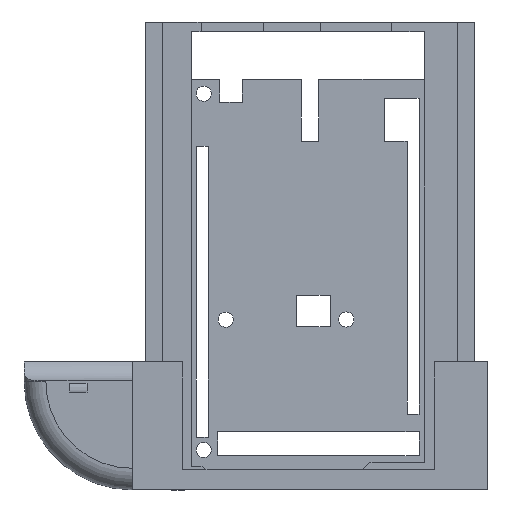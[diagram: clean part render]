
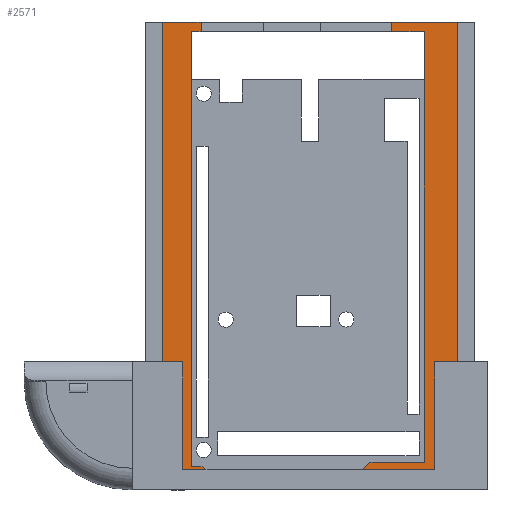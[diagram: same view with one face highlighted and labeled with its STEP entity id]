
A CAD part, front view. The second image highlights one B-rep face of the part: STEP entity #2571.
In plain terms, the highlighted planar face has unit normal (0, -1, 0).
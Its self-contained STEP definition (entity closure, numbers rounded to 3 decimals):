
#200=FACE_OUTER_BOUND('',#345,.T.);
#345=EDGE_LOOP('',(#2310,#2311,#2312,#2313,#2314,#2315,#2316,#2317,#2318,
#2319,#2320,#2321,#2322,#2323,#2324,#2325,#2326,#2327,#2328,#2329,#2330,
#2331));
#384=LINE('',#3445,#719);
#420=LINE('',#3534,#755);
#431=LINE('',#3555,#766);
#435=LINE('',#3562,#770);
#437=LINE('',#3566,#772);
#472=LINE('',#3637,#807);
#473=LINE('',#3639,#808);
#477=LINE('',#3648,#812);
#489=LINE('',#3672,#824);
#521=LINE('',#3737,#856);
#527=LINE('',#3749,#862);
#530=LINE('',#3755,#865);
#539=LINE('',#3772,#874);
#542=LINE('',#3778,#877);
#545=LINE('',#3784,#880);
#548=LINE('',#3790,#883);
#549=LINE('',#3792,#884);
#561=LINE('',#3816,#896);
#573=LINE('',#3841,#908);
#594=LINE('',#3881,#929);
#676=LINE('',#4090,#1011);
#683=LINE('',#4104,#1018);
#719=VECTOR('',#2800,10.);
#755=VECTOR('',#2876,10.);
#766=VECTOR('',#2895,10.);
#770=VECTOR('',#2899,10.);
#772=VECTOR('',#2903,10.);
#807=VECTOR('',#2962,10.);
#808=VECTOR('',#2963,10.);
#812=VECTOR('',#2969,10.);
#824=VECTOR('',#2983,10.);
#856=VECTOR('',#3023,10.);
#862=VECTOR('',#3033,10.);
#865=VECTOR('',#3038,10.);
#874=VECTOR('',#3053,10.);
#877=VECTOR('',#3058,10.);
#880=VECTOR('',#3063,10.);
#883=VECTOR('',#3068,10.);
#884=VECTOR('',#3071,10.);
#896=VECTOR('',#3097,10.);
#908=VECTOR('',#3111,10.);
#929=VECTOR('',#3136,10.);
#1011=VECTOR('',#3340,10.);
#1018=VECTOR('',#3361,10.);
#1040=VERTEX_POINT('',#3433);
#1044=VERTEX_POINT('',#3443);
#1076=VERTEX_POINT('',#3531);
#1077=VERTEX_POINT('',#3533);
#1082=VERTEX_POINT('',#3552);
#1083=VERTEX_POINT('',#3554);
#1086=VERTEX_POINT('',#3560);
#1087=VERTEX_POINT('',#3564);
#1112=VERTEX_POINT('',#3638);
#1115=VERTEX_POINT('',#3646);
#1116=VERTEX_POINT('',#3647);
#1127=VERTEX_POINT('',#3671);
#1155=VERTEX_POINT('',#3734);
#1156=VERTEX_POINT('',#3736);
#1160=VERTEX_POINT('',#3748);
#1161=VERTEX_POINT('',#3752);
#1167=VERTEX_POINT('',#3770);
#1169=VERTEX_POINT('',#3776);
#1171=VERTEX_POINT('',#3782);
#1173=VERTEX_POINT('',#3788);
#1189=VERTEX_POINT('',#3839);
#1190=VERTEX_POINT('',#3840);
#1297=EDGE_CURVE('',#1040,#1044,#384,.T.);
#1339=EDGE_CURVE('',#1077,#1076,#420,.T.);
#1350=EDGE_CURVE('',#1083,#1082,#431,.T.);
#1354=EDGE_CURVE('',#1076,#1086,#435,.T.);
#1356=EDGE_CURVE('',#1082,#1087,#437,.T.);
#1391=EDGE_CURVE('',#1087,#1040,#472,.T.);
#1392=EDGE_CURVE('',#1112,#1077,#473,.T.);
#1396=EDGE_CURVE('',#1115,#1116,#477,.T.);
#1408=EDGE_CURVE('',#1127,#1044,#489,.T.);
#1442=EDGE_CURVE('',#1155,#1156,#521,.T.);
#1448=EDGE_CURVE('',#1160,#1156,#527,.T.);
#1451=EDGE_CURVE('',#1161,#1155,#530,.T.);
#1460=EDGE_CURVE('',#1161,#1167,#539,.T.);
#1463=EDGE_CURVE('',#1167,#1169,#542,.T.);
#1466=EDGE_CURVE('',#1169,#1171,#545,.T.);
#1469=EDGE_CURVE('',#1171,#1173,#548,.T.);
#1470=EDGE_CURVE('',#1173,#1083,#549,.T.);
#1483=EDGE_CURVE('',#1115,#1112,#561,.T.);
#1495=EDGE_CURVE('',#1189,#1190,#573,.T.);
#1516=EDGE_CURVE('',#1127,#1189,#594,.T.);
#1616=EDGE_CURVE('',#1190,#1116,#676,.T.);
#1623=EDGE_CURVE('',#1086,#1160,#683,.T.);
#2310=ORIENTED_EDGE('',*,*,#1623,.T.);
#2311=ORIENTED_EDGE('',*,*,#1448,.T.);
#2312=ORIENTED_EDGE('',*,*,#1442,.F.);
#2313=ORIENTED_EDGE('',*,*,#1451,.F.);
#2314=ORIENTED_EDGE('',*,*,#1460,.T.);
#2315=ORIENTED_EDGE('',*,*,#1463,.T.);
#2316=ORIENTED_EDGE('',*,*,#1466,.T.);
#2317=ORIENTED_EDGE('',*,*,#1469,.T.);
#2318=ORIENTED_EDGE('',*,*,#1470,.T.);
#2319=ORIENTED_EDGE('',*,*,#1350,.T.);
#2320=ORIENTED_EDGE('',*,*,#1356,.T.);
#2321=ORIENTED_EDGE('',*,*,#1391,.T.);
#2322=ORIENTED_EDGE('',*,*,#1297,.T.);
#2323=ORIENTED_EDGE('',*,*,#1408,.F.);
#2324=ORIENTED_EDGE('',*,*,#1516,.T.);
#2325=ORIENTED_EDGE('',*,*,#1495,.T.);
#2326=ORIENTED_EDGE('',*,*,#1616,.T.);
#2327=ORIENTED_EDGE('',*,*,#1396,.F.);
#2328=ORIENTED_EDGE('',*,*,#1483,.T.);
#2329=ORIENTED_EDGE('',*,*,#1392,.T.);
#2330=ORIENTED_EDGE('',*,*,#1339,.T.);
#2331=ORIENTED_EDGE('',*,*,#1354,.T.);
#2451=PLANE('',#2732);
#2571=ADVANCED_FACE('',(#200),#2451,.T.);
#2732=AXIS2_PLACEMENT_3D('',#4103,#3359,#3360);
#2800=DIRECTION('',(0.,0.,-1.));
#2876=DIRECTION('',(0.,0.,-1.));
#2895=DIRECTION('',(1.,0.,0.));
#2899=DIRECTION('',(1.,0.,0.));
#2903=DIRECTION('',(0.,0.,1.));
#2962=DIRECTION('',(-1.,0.,0.));
#2963=DIRECTION('',(-1.,0.,0.));
#2969=DIRECTION('',(-1.,0.,0.));
#2983=DIRECTION('',(-1.,0.,0.));
#3023=DIRECTION('',(0.707,0.,0.707));
#3033=DIRECTION('',(-1.,0.,0.));
#3038=DIRECTION('',(1.,0.,0.));
#3053=DIRECTION('',(0.,0.,1.));
#3058=DIRECTION('',(-0.707,0.,-0.707));
#3063=DIRECTION('',(-0.707,0.,0.707));
#3068=DIRECTION('',(-1.,0.,0.));
#3071=DIRECTION('',(0.,0.,1.));
#3097=DIRECTION('',(0.,0.,1.));
#3111=DIRECTION('',(1.,0.,0.));
#3136=DIRECTION('',(0.,0.,-1.));
#3340=DIRECTION('',(0.,0.,1.));
#3359=DIRECTION('center_axis',(0.,-1.,0.));
#3360=DIRECTION('ref_axis',(-1.,0.,0.));
#3361=DIRECTION('',(0.,0.,-1.));
#3433=CARTESIAN_POINT('',(-235.123,0.,132.547));
#3443=CARTESIAN_POINT('',(-235.123,0.,54.116));
#3445=CARTESIAN_POINT('',(-235.123,0.,105.547));
#3531=CARTESIAN_POINT('',(-180.3,0.,130.3));
#3533=CARTESIAN_POINT('',(-180.3,0.,132.547));
#3534=CARTESIAN_POINT('',(-180.3,0.,100.324));
#3552=CARTESIAN_POINT('',(-224.3,0.,130.3));
#3554=CARTESIAN_POINT('',(-226.5,0.,130.3));
#3555=CARTESIAN_POINT('',(-187.562,0.,130.3));
#3560=CARTESIAN_POINT('',(-172.8,0.,130.3));
#3562=CARTESIAN_POINT('',(-187.562,0.,130.3));
#3564=CARTESIAN_POINT('',(-224.3,0.,132.547));
#3566=CARTESIAN_POINT('',(-224.3,0.,100.174));
#3637=CARTESIAN_POINT('',(-191.374,0.,132.547));
#3638=CARTESIAN_POINT('',(-161.123,0.,132.547));
#3639=CARTESIAN_POINT('',(-191.374,0.,132.547));
#3646=CARTESIAN_POINT('',(-161.123,0.,54.116));
#3647=CARTESIAN_POINT('',(-167.123,0.,54.116));
#3648=CARTESIAN_POINT('',(-200.623,0.,54.116));
#3671=CARTESIAN_POINT('',(-231.123,0.,54.116));
#3672=CARTESIAN_POINT('',(-186.623,0.,54.116));
#3734=CARTESIAN_POINT('',(-188.017,0.,28.2));
#3736=CARTESIAN_POINT('',(-185.317,0.,30.9));
#3737=CARTESIAN_POINT('',(-172.273,0.,43.944));
#3748=CARTESIAN_POINT('',(-172.8,0.,30.9));
#3749=CARTESIAN_POINT('',(-193.47,0.,30.9));
#3752=CARTESIAN_POINT('',(-222.3,0.,28.2));
#3755=CARTESIAN_POINT('',(-207.624,0.,28.2));
#3770=CARTESIAN_POINT('',(-222.3,0.,28.4));
#3772=CARTESIAN_POINT('',(-222.3,0.,53.474));
#3776=CARTESIAN_POINT('',(-222.441,0.,28.259));
#3778=CARTESIAN_POINT('',(-204.719,0.,45.981));
#3782=CARTESIAN_POINT('',(-224.083,0.,29.9));
#3784=CARTESIAN_POINT('',(-229.934,0.,35.751));
#3788=CARTESIAN_POINT('',(-226.5,0.,29.9));
#3790=CARTESIAN_POINT('',(-213.062,0.,29.9));
#3792=CARTESIAN_POINT('',(-226.5,0.,54.324));
#3816=CARTESIAN_POINT('',(-161.123,0.,51.547));
#3839=CARTESIAN_POINT('',(-231.123,0.,24.547));
#3840=CARTESIAN_POINT('',(-167.123,0.,24.547));
#3841=CARTESIAN_POINT('',(-189.874,0.,24.547));
#3881=CARTESIAN_POINT('',(-231.123,0.,66.331));
#4090=CARTESIAN_POINT('',(-167.123,0.,53.547));
#4103=CARTESIAN_POINT('Origin',(-202.123,0.,78.547));
#4104=CARTESIAN_POINT('',(-172.8,0.,55.324));
